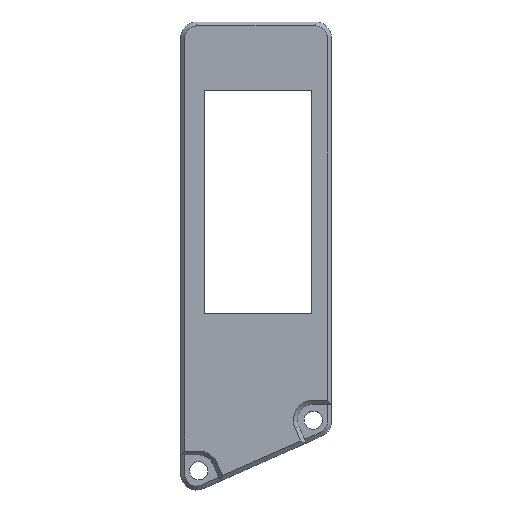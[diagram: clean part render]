
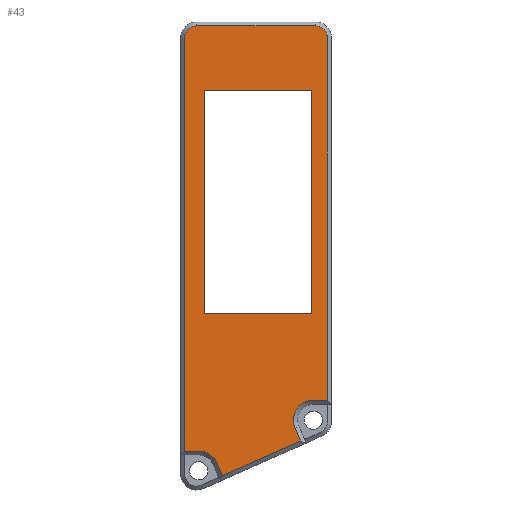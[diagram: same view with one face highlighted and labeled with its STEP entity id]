
A CAD part, top view. The second image highlights one B-rep face of the part: STEP entity #43.
In plain terms, the highlighted planar face has unit normal (0, 0, 1).
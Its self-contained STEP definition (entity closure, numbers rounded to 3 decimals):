
#43=ADVANCED_FACE('',(#97,#68),#740,.T.);
#68=FACE_BOUND('',#151,.T.);
#97=FACE_OUTER_BOUND('',#150,.T.);
#150=EDGE_LOOP('',(#314,#315,#316,#317,#318,#319,#320,#321,#322,#323,#324,
#325));
#151=EDGE_LOOP('',(#326,#327,#328,#329));
#314=ORIENTED_EDGE('',*,*,#460,.F.);
#315=ORIENTED_EDGE('',*,*,#480,.F.);
#316=ORIENTED_EDGE('',*,*,#458,.F.);
#317=ORIENTED_EDGE('',*,*,#459,.F.);
#318=ORIENTED_EDGE('',*,*,#498,.F.);
#319=ORIENTED_EDGE('',*,*,#502,.F.);
#320=ORIENTED_EDGE('',*,*,#475,.F.);
#321=ORIENTED_EDGE('',*,*,#512,.T.);
#322=ORIENTED_EDGE('',*,*,#508,.T.);
#323=ORIENTED_EDGE('',*,*,#490,.T.);
#324=ORIENTED_EDGE('',*,*,#461,.F.);
#325=ORIENTED_EDGE('',*,*,#485,.F.);
#326=ORIENTED_EDGE('',*,*,#418,.F.);
#327=ORIENTED_EDGE('',*,*,#421,.F.);
#328=ORIENTED_EDGE('',*,*,#423,.F.);
#329=ORIENTED_EDGE('',*,*,#425,.F.);
#418=EDGE_CURVE('',#647,#646,#565,.T.);
#421=EDGE_CURVE('',#648,#647,#568,.T.);
#423=EDGE_CURVE('',#649,#648,#570,.T.);
#425=EDGE_CURVE('',#646,#649,#572,.T.);
#458=EDGE_CURVE('',#690,#691,#584,.T.);
#459=EDGE_CURVE('',#692,#690,#585,.T.);
#460=EDGE_CURVE('',#693,#686,#586,.T.);
#461=EDGE_CURVE('',#687,#694,#587,.T.);
#475=EDGE_CURVE('',#695,#688,#601,.T.);
#480=EDGE_CURVE('',#691,#693,#539,.T.);
#485=EDGE_CURVE('',#686,#687,#540,.T.);
#490=EDGE_CURVE('',#697,#694,#612,.T.);
#498=EDGE_CURVE('',#689,#692,#544,.T.);
#502=EDGE_CURVE('',#688,#689,#621,.T.);
#508=EDGE_CURVE('',#696,#697,#546,.T.);
#512=EDGE_CURVE('',#695,#696,#629,.T.);
#539=(
BOUNDED_CURVE()
B_SPLINE_CURVE(2,(#1257,#1258,#1259),.UNSPECIFIED.,.F.,.F.)
B_SPLINE_CURVE_WITH_KNOTS((3,3),(0.,2.356),.UNSPECIFIED.)
CURVE()
GEOMETRIC_REPRESENTATION_ITEM()
RATIONAL_B_SPLINE_CURVE((1.,0.707,1.))
REPRESENTATION_ITEM('')
);
#540=(
BOUNDED_CURVE()
B_SPLINE_CURVE(2,(#1268,#1269,#1270),.UNSPECIFIED.,.F.,.F.)
B_SPLINE_CURVE_WITH_KNOTS((3,3),(0.,2.356),.UNSPECIFIED.)
CURVE()
GEOMETRIC_REPRESENTATION_ITEM()
RATIONAL_B_SPLINE_CURVE((1.,0.707,1.))
REPRESENTATION_ITEM('')
);
#544=(
BOUNDED_CURVE()
B_SPLINE_CURVE(2,(#1302,#1303,#1304),.UNSPECIFIED.,.F.,.F.)
B_SPLINE_CURVE_WITH_KNOTS((3,3),(0.,2.885),
 .UNSPECIFIED.)
CURVE()
GEOMETRIC_REPRESENTATION_ITEM()
RATIONAL_B_SPLINE_CURVE((1.,0.838,1.))
REPRESENTATION_ITEM('')
);
#546=(
BOUNDED_CURVE()
B_SPLINE_CURVE(2,(#1324,#1325,#1326,#1327,#1328),.UNSPECIFIED.,.F.,.F.)
B_SPLINE_CURVE_WITH_KNOTS((3,2,3),(0.,2.484,
4.969),.UNSPECIFIED.)
CURVE()
GEOMETRIC_REPRESENTATION_ITEM()
RATIONAL_B_SPLINE_CURVE((1.,0.879,1.,0.879,1.))
REPRESENTATION_ITEM('')
);
#565=B_SPLINE_CURVE_WITH_KNOTS('',1,(#1050,#1051),.UNSPECIFIED.,.F.,.F.,
(2,2),(12.1,38.55),.UNSPECIFIED.);
#568=B_SPLINE_CURVE_WITH_KNOTS('',1,(#1056,#1057),.UNSPECIFIED.,.F.,.F.,
(2,2),(0.,12.1),.UNSPECIFIED.);
#570=B_SPLINE_CURVE_WITH_KNOTS('',1,(#1060,#1061),.UNSPECIFIED.,.F.,.F.,
(2,2),(50.65,77.1),.UNSPECIFIED.);
#572=B_SPLINE_CURVE_WITH_KNOTS('',1,(#1064,#1065),.UNSPECIFIED.,.F.,.F.,
(2,2),(38.55,50.65),.UNSPECIFIED.);
#584=B_SPLINE_CURVE_WITH_KNOTS('',1,(#1173,#1174),.UNSPECIFIED.,.F.,.F.,
(2,2),(0.5,54.541),.UNSPECIFIED.);
#585=B_SPLINE_CURVE_WITH_KNOTS('',1,(#1175,#1176),.UNSPECIFIED.,.F.,.F.,
(2,2),(0.,1.769),.UNSPECIFIED.);
#586=B_SPLINE_CURVE_WITH_KNOTS('',1,(#1177,#1178),.UNSPECIFIED.,.F.,.F.,
(2,2),(0.,14.97),.UNSPECIFIED.);
#587=B_SPLINE_CURVE_WITH_KNOTS('',1,(#1179,#1180),.UNSPECIFIED.,.F.,.F.,
(2,2),(0.,47.652),.UNSPECIFIED.);
#601=B_SPLINE_CURVE_WITH_KNOTS('',1,(#1237,#1238),.UNSPECIFIED.,.F.,.F.,
(2,2),(0.5,11.283),.UNSPECIFIED.);
#612=B_SPLINE_CURVE_WITH_KNOTS('',1,(#1285,#1286),.UNSPECIFIED.,.F.,.F.,
(2,2),(0.,1.769),.UNSPECIFIED.);
#621=B_SPLINE_CURVE_WITH_KNOTS('',1,(#1312,#1313),.UNSPECIFIED.,.F.,.F.,
(2,2),(0.5,2.269),.UNSPECIFIED.);
#629=B_SPLINE_CURVE_WITH_KNOTS('',1,(#1338,#1339),.UNSPECIFIED.,.F.,.F.,
(2,2),(0.5,2.269),.UNSPECIFIED.);
#646=VERTEX_POINT('',#958);
#647=VERTEX_POINT('',#959);
#648=VERTEX_POINT('',#960);
#649=VERTEX_POINT('',#961);
#686=VERTEX_POINT('',#998);
#687=VERTEX_POINT('',#999);
#688=VERTEX_POINT('',#1000);
#689=VERTEX_POINT('',#1001);
#690=VERTEX_POINT('',#1002);
#691=VERTEX_POINT('',#1003);
#692=VERTEX_POINT('',#1004);
#693=VERTEX_POINT('',#1005);
#694=VERTEX_POINT('',#1006);
#695=VERTEX_POINT('',#1007);
#696=VERTEX_POINT('',#1008);
#697=VERTEX_POINT('',#1009);
#740=PLANE('',#801);
#801=AXIS2_PLACEMENT_3D('',#889,#845,$);
#845=DIRECTION('',(0.,0.,1.));
#889=CARTESIAN_POINT('',(67.789,37.974,11.63));
#958=CARTESIAN_POINT('',(70.278,1.801,11.63));
#959=CARTESIAN_POINT('',(70.278,29.8,11.63));
#960=CARTESIAN_POINT('',(83.783,29.8,11.63));
#961=CARTESIAN_POINT('',(83.783,1.801,11.63));
#998=CARTESIAN_POINT('',(84.259,37.974,11.63));
#999=CARTESIAN_POINT('',(85.759,36.474,11.63));
#1000=CARTESIAN_POINT('',(72.56,-18.673,11.63));
#1001=CARTESIAN_POINT('',(71.844,-17.055,11.63));
#1002=CARTESIAN_POINT('',(67.789,-15.567,11.63));
#1003=CARTESIAN_POINT('',(67.789,36.474,11.63));
#1004=CARTESIAN_POINT('',(69.558,-15.567,11.63));
#1005=CARTESIAN_POINT('',(69.289,37.974,11.63));
#1006=CARTESIAN_POINT('',(85.759,-9.178,11.63));
#1007=CARTESIAN_POINT('',(82.42,-14.308,11.63));
#1008=CARTESIAN_POINT('',(81.704,-12.69,11.63));
#1009=CARTESIAN_POINT('',(83.99,-9.178,11.63));
#1050=CARTESIAN_POINT('',(70.278,29.8,11.63));
#1051=CARTESIAN_POINT('',(70.278,1.801,11.63));
#1056=CARTESIAN_POINT('',(83.783,29.8,11.63));
#1057=CARTESIAN_POINT('',(70.278,29.8,11.63));
#1060=CARTESIAN_POINT('',(83.783,1.801,11.63));
#1061=CARTESIAN_POINT('',(83.783,29.8,11.63));
#1064=CARTESIAN_POINT('',(70.278,1.801,11.63));
#1065=CARTESIAN_POINT('',(83.783,1.801,11.63));
#1173=CARTESIAN_POINT('',(67.789,-15.567,11.63));
#1174=CARTESIAN_POINT('',(67.789,36.474,11.63));
#1175=CARTESIAN_POINT('',(69.558,-15.567,11.63));
#1176=CARTESIAN_POINT('',(67.789,-15.567,11.63));
#1177=CARTESIAN_POINT('',(69.289,37.974,11.63));
#1178=CARTESIAN_POINT('',(84.259,37.974,11.63));
#1179=CARTESIAN_POINT('',(85.759,36.474,11.63));
#1180=CARTESIAN_POINT('',(85.759,-9.178,11.63));
#1237=CARTESIAN_POINT('',(82.42,-14.308,11.63));
#1238=CARTESIAN_POINT('',(72.56,-18.673,11.63));
#1257=CARTESIAN_POINT('',(67.789,36.474,11.63));
#1258=CARTESIAN_POINT('',(67.789,37.974,11.63));
#1259=CARTESIAN_POINT('',(69.289,37.974,11.63));
#1268=CARTESIAN_POINT('',(84.259,37.974,11.63));
#1269=CARTESIAN_POINT('',(85.759,37.974,11.63));
#1270=CARTESIAN_POINT('',(85.759,36.474,11.63));
#1285=CARTESIAN_POINT('',(83.99,-9.178,11.63));
#1286=CARTESIAN_POINT('',(85.759,-9.178,11.63));
#1302=CARTESIAN_POINT('',(71.844,-17.055,11.63));
#1303=CARTESIAN_POINT('',(71.185,-15.567,11.63));
#1304=CARTESIAN_POINT('',(69.558,-15.567,11.63));
#1312=CARTESIAN_POINT('',(72.56,-18.673,11.63));
#1313=CARTESIAN_POINT('',(71.844,-17.055,11.63));
#1324=CARTESIAN_POINT('',(81.704,-12.69,11.63));
#1325=CARTESIAN_POINT('',(81.155,-11.45,11.63));
#1326=CARTESIAN_POINT('',(81.895,-10.314,11.63));
#1327=CARTESIAN_POINT('',(82.634,-9.178,11.63));
#1328=CARTESIAN_POINT('',(83.99,-9.178,11.63));
#1338=CARTESIAN_POINT('',(82.42,-14.308,11.63));
#1339=CARTESIAN_POINT('',(81.704,-12.69,11.63));
